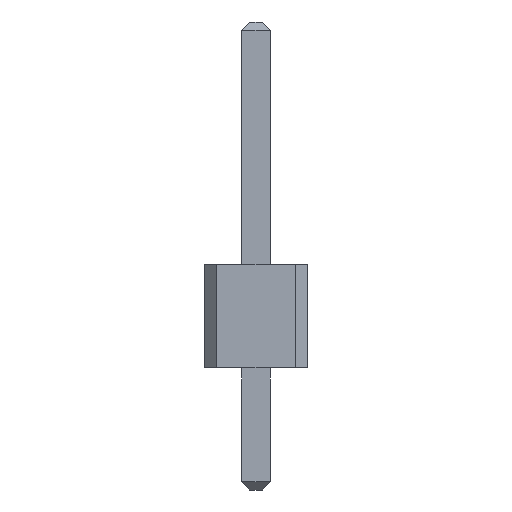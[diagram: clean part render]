
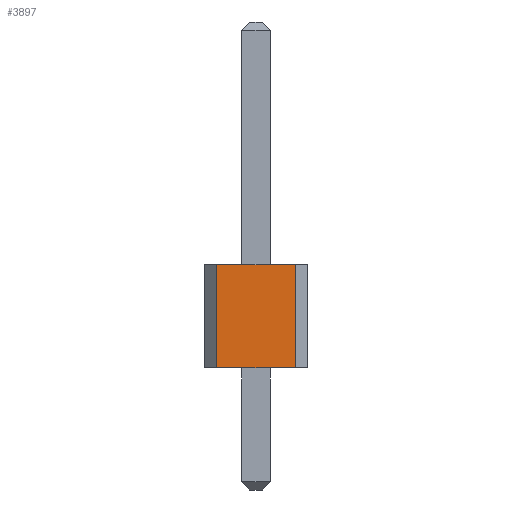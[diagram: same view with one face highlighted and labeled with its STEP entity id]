
A CAD part, front view. The second image highlights one B-rep face of the part: STEP entity #3897.
In plain terms, the highlighted planar face has unit normal (0, -1, 0).
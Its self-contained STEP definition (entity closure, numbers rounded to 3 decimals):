
#3699 = VERTEX_POINT('',#3700);
#3700 = CARTESIAN_POINT('',(-0.97,-41.91,0.));
#3706 = EDGE_CURVE('',#3707,#3699,#3709,.T.);
#3707 = VERTEX_POINT('',#3708);
#3708 = CARTESIAN_POINT('',(0.97,-41.91,0.));
#3709 = LINE('',#3710,#3711);
#3710 = CARTESIAN_POINT('',(1.27,-41.91,0.));
#3711 = VECTOR('',#3712,1.);
#3712 = DIRECTION('',(-1.,0.,0.));
#3813 = VERTEX_POINT('',#3814);
#3814 = CARTESIAN_POINT('',(-0.97,-41.91,2.54));
#3820 = EDGE_CURVE('',#3821,#3813,#3823,.T.);
#3821 = VERTEX_POINT('',#3822);
#3822 = CARTESIAN_POINT('',(0.97,-41.91,2.54));
#3823 = LINE('',#3824,#3825);
#3824 = CARTESIAN_POINT('',(1.27,-41.91,2.54));
#3825 = VECTOR('',#3826,1.);
#3826 = DIRECTION('',(-1.,0.,0.));
#3887 = EDGE_CURVE('',#3707,#3821,#3888,.T.);
#3888 = LINE('',#3889,#3890);
#3889 = CARTESIAN_POINT('',(0.97,-41.91,0.));
#3890 = VECTOR('',#3891,1.);
#3891 = DIRECTION('',(0.,0.,1.));
#3897 = ADVANCED_FACE('',(#3898),#3909,.T.);
#3898 = FACE_BOUND('',#3899,.T.);
#3899 = EDGE_LOOP('',(#3900,#3901,#3902,#3903));
#3900 = ORIENTED_EDGE('',*,*,#3706,.F.);
#3901 = ORIENTED_EDGE('',*,*,#3887,.T.);
#3902 = ORIENTED_EDGE('',*,*,#3820,.T.);
#3903 = ORIENTED_EDGE('',*,*,#3904,.F.);
#3904 = EDGE_CURVE('',#3699,#3813,#3905,.T.);
#3905 = LINE('',#3906,#3907);
#3906 = CARTESIAN_POINT('',(-0.97,-41.91,0.));
#3907 = VECTOR('',#3908,1.);
#3908 = DIRECTION('',(0.,0.,1.));
#3909 = PLANE('',#3910);
#3910 = AXIS2_PLACEMENT_3D('',#3911,#3912,#3913);
#3911 = CARTESIAN_POINT('',(1.27,-41.91,0.));
#3912 = DIRECTION('',(0.,-1.,0.));
#3913 = DIRECTION('',(-1.,0.,0.));
